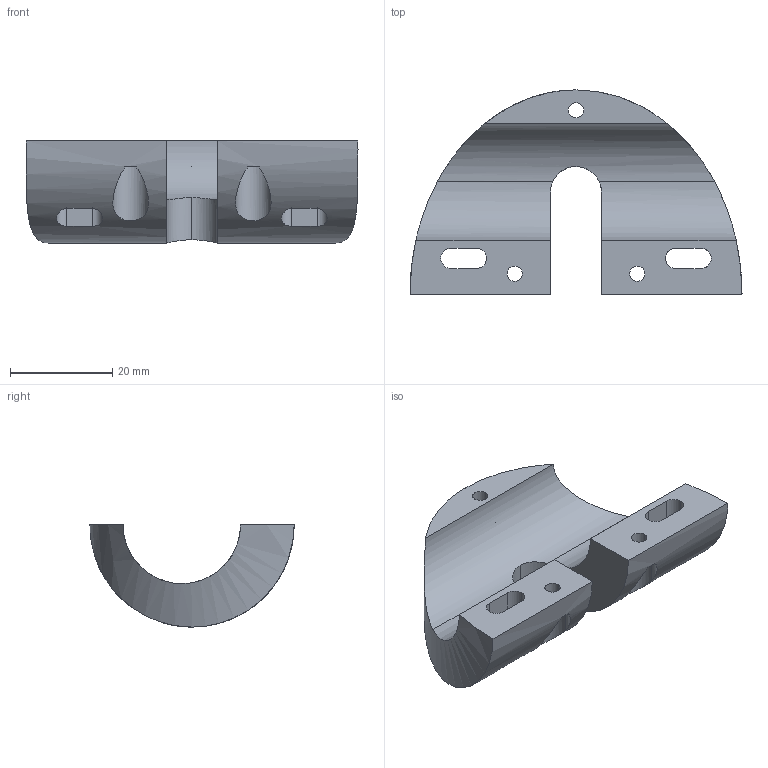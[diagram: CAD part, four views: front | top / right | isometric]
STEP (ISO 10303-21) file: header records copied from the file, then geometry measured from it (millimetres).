
FILE_DESCRIPTION (( 'STEP AP214' ), '1' );
FILE_NAME ('Motogadget sans vis arrière.STEP', '2019-02-14T07:13:32', ( '' ), ( '' ), 'SwSTEP 2.0', 'SolidWorks 2016', '' );
FILE_SCHEMA (( 'AUTOMOTIVE_DESIGN' ));
Length unit declared in the file: millimetre
Products named in the file (1): Motogadget sans vis arrière
Bounding box: 65 x 40 x 20 mm (x, y, z)
Volume: 17497.4 mm3; surface area: 7655.9 mm2
Topology: 1 solids, 1 shells, 43 faces, 111 edges, 73 vertices
Faces by surface type: cylinder 29, plane 12, bspline 2
Entity records: 1907 total; most frequent: CARTESIAN_POINT 847, ORIENTED_EDGE 222, DIRECTION 193, EDGE_CURVE 111, AXIS2_PLACEMENT_3D 73, VERTEX_POINT 73, EDGE_LOOP 56, LINE 47
